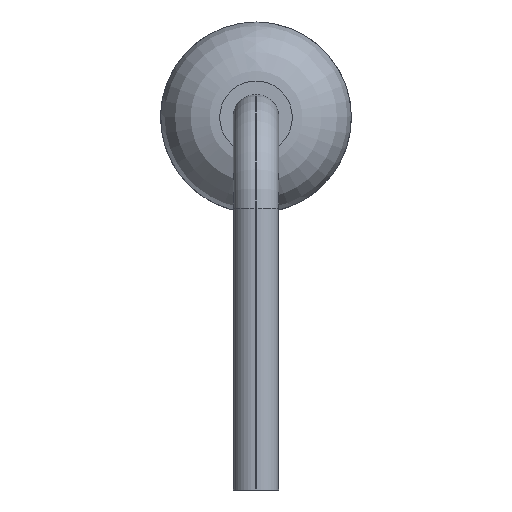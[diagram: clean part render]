
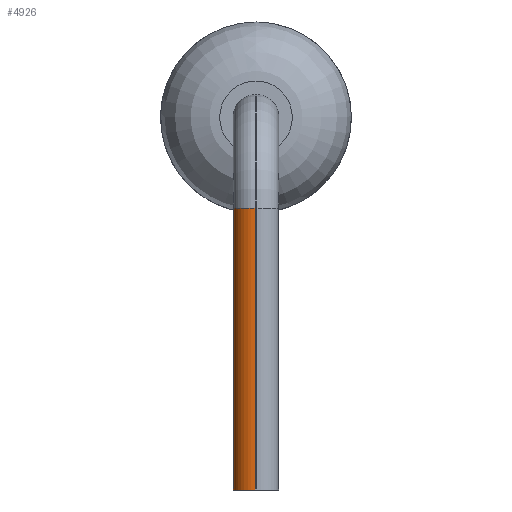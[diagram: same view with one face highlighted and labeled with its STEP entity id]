
A CAD part, left-side view. The second image highlights one B-rep face of the part: STEP entity #4926.
In plain terms, the highlighted cylindrical face has radius 0.24 mm (diameter 0.48 mm), a partial arc.
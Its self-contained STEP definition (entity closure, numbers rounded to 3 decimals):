
#3996 = PLANE('',#3997);
#3997 = AXIS2_PLACEMENT_3D('',#3998,#3999,#4000);
#3998 = CARTESIAN_POINT('',(0.,0.25,-1.673));
#3999 = DIRECTION('',(0.,1.,0.));
#4000 = DIRECTION('',(0.,0.,1.));
#4156 = TOROIDAL_SURFACE('',#4157,1.01,0.24);
#4157 = AXIS2_PLACEMENT_3D('',#4158,#4159,#4160);
#4158 = CARTESIAN_POINT('',(-2.35,0.01,-1.));
#4159 = DIRECTION('',(0.,1.,0.));
#4160 = DIRECTION('',(0.,0.,1.));
#4366 = VERTEX_POINT('',#4367);
#4367 = CARTESIAN_POINT('',(-3.36,0.25,-4.1));
#4381 = PLANE('',#4382);
#4382 = AXIS2_PLACEMENT_3D('',#4383,#4384,#4385);
#4383 = CARTESIAN_POINT('',(-3.6,0.25,-4.1));
#4384 = DIRECTION('',(0.,0.,1.));
#4385 = DIRECTION('',(1.,0.,0.));
#4393 = EDGE_CURVE('',#4394,#4366,#4396,.T.);
#4394 = VERTEX_POINT('',#4395);
#4395 = CARTESIAN_POINT('',(-3.36,0.25,-1.));
#4396 = SURFACE_CURVE('',#4397,(#4401,#4408),.PCURVE_S1.);
#4397 = LINE('',#4398,#4399);
#4398 = CARTESIAN_POINT('',(-3.36,0.25,-1.));
#4399 = VECTOR('',#4400,1.);
#4400 = DIRECTION('',(0.,0.,-1.));
#4401 = PCURVE('',#3996,#4402);
#4402 = DEFINITIONAL_REPRESENTATION('',(#4403),#4407);
#4403 = LINE('',#4404,#4405);
#4404 = CARTESIAN_POINT('',(0.673,-3.36));
#4405 = VECTOR('',#4406,1.);
#4406 = DIRECTION('',(-1.,0.));
#4407 = ( GEOMETRIC_REPRESENTATION_CONTEXT(2) 
PARAMETRIC_REPRESENTATION_CONTEXT() REPRESENTATION_CONTEXT('2D SPACE',''
  ) );
#4408 = PCURVE('',#4409,#4414);
#4409 = CYLINDRICAL_SURFACE('',#4410,0.24);
#4410 = AXIS2_PLACEMENT_3D('',#4411,#4412,#4413);
#4411 = CARTESIAN_POINT('',(-3.36,0.01,-1.));
#4412 = DIRECTION('',(0.,0.,-1.));
#4413 = DIRECTION('',(-1.,0.,0.));
#4414 = DEFINITIONAL_REPRESENTATION('',(#4415),#4419);
#4415 = LINE('',#4416,#4417);
#4416 = CARTESIAN_POINT('',(1.571,0.));
#4417 = VECTOR('',#4418,1.);
#4418 = DIRECTION('',(0.,1.));
#4419 = ( GEOMETRIC_REPRESENTATION_CONTEXT(2) 
PARAMETRIC_REPRESENTATION_CONTEXT() REPRESENTATION_CONTEXT('2D SPACE',''
  ) );
#4778 = VERTEX_POINT('',#4779);
#4779 = CARTESIAN_POINT('',(-3.6,0.01,-1.));
#4793 = PLANE('',#4794);
#4794 = AXIS2_PLACEMENT_3D('',#4795,#4796,#4797);
#4795 = CARTESIAN_POINT('',(-3.6,0.25,-1.));
#4796 = DIRECTION('',(1.,0.,0.));
#4797 = DIRECTION('',(0.,0.,-1.));
#4832 = EDGE_CURVE('',#4778,#4394,#4833,.T.);
#4833 = SURFACE_CURVE('',#4834,(#4839,#4845),.PCURVE_S1.);
#4834 = CIRCLE('',#4835,0.24);
#4835 = AXIS2_PLACEMENT_3D('',#4836,#4837,#4838);
#4836 = CARTESIAN_POINT('',(-3.36,0.01,-1.));
#4837 = DIRECTION('',(0.,0.,-1.));
#4838 = DIRECTION('',(-1.,0.,0.));
#4839 = PCURVE('',#4156,#4840);
#4840 = DEFINITIONAL_REPRESENTATION('',(#4841),#4844);
#4841 = B_SPLINE_CURVE_WITH_KNOTS('',1,(#4842,#4843),.UNSPECIFIED.,.F.,
  .F.,(2,2),(0.,1.571),.PIECEWISE_BEZIER_KNOTS.);
#4842 = CARTESIAN_POINT('',(-1.571,0.));
#4843 = CARTESIAN_POINT('',(-1.571,1.571));
#4844 = ( GEOMETRIC_REPRESENTATION_CONTEXT(2) 
PARAMETRIC_REPRESENTATION_CONTEXT() REPRESENTATION_CONTEXT('2D SPACE',''
  ) );
#4845 = PCURVE('',#4409,#4846);
#4846 = DEFINITIONAL_REPRESENTATION('',(#4847),#4850);
#4847 = B_SPLINE_CURVE_WITH_KNOTS('',1,(#4848,#4849),.UNSPECIFIED.,.F.,
  .F.,(2,2),(0.,1.571),.PIECEWISE_BEZIER_KNOTS.);
#4848 = CARTESIAN_POINT('',(0.,0.));
#4849 = CARTESIAN_POINT('',(1.571,0.));
#4850 = ( GEOMETRIC_REPRESENTATION_CONTEXT(2) 
PARAMETRIC_REPRESENTATION_CONTEXT() REPRESENTATION_CONTEXT('2D SPACE',''
  ) );
#4926 = ADVANCED_FACE('',(#4927),#4409,.T.);
#4927 = FACE_BOUND('',#4928,.T.);
#4928 = EDGE_LOOP('',(#4929,#4930,#4931,#4959));
#4929 = ORIENTED_EDGE('',*,*,#4832,.T.);
#4930 = ORIENTED_EDGE('',*,*,#4393,.T.);
#4931 = ORIENTED_EDGE('',*,*,#4932,.F.);
#4932 = EDGE_CURVE('',#4933,#4366,#4935,.T.);
#4933 = VERTEX_POINT('',#4934);
#4934 = CARTESIAN_POINT('',(-3.6,0.01,-4.1));
#4935 = SURFACE_CURVE('',#4936,(#4941,#4948),.PCURVE_S1.);
#4936 = CIRCLE('',#4937,0.24);
#4937 = AXIS2_PLACEMENT_3D('',#4938,#4939,#4940);
#4938 = CARTESIAN_POINT('',(-3.36,0.01,-4.1));
#4939 = DIRECTION('',(0.,0.,-1.));
#4940 = DIRECTION('',(0.,1.,0.));
#4941 = PCURVE('',#4409,#4942);
#4942 = DEFINITIONAL_REPRESENTATION('',(#4943),#4947);
#4943 = LINE('',#4944,#4945);
#4944 = CARTESIAN_POINT('',(-4.712,3.1));
#4945 = VECTOR('',#4946,1.);
#4946 = DIRECTION('',(1.,0.));
#4947 = ( GEOMETRIC_REPRESENTATION_CONTEXT(2) 
PARAMETRIC_REPRESENTATION_CONTEXT() REPRESENTATION_CONTEXT('2D SPACE',''
  ) );
#4948 = PCURVE('',#4381,#4949);
#4949 = DEFINITIONAL_REPRESENTATION('',(#4950),#4958);
#4950 = ( BOUNDED_CURVE() B_SPLINE_CURVE(2,(#4951,#4952,#4953,#4954,
#4955,#4956,#4957),.UNSPECIFIED.,.T.,.F.) B_SPLINE_CURVE_WITH_KNOTS((1,2
    ,2,2,2,1),(-2.094,0.,2.094,4.189,
6.283,8.378),.UNSPECIFIED.) CURVE() 
GEOMETRIC_REPRESENTATION_ITEM() RATIONAL_B_SPLINE_CURVE((1.,0.5,1.,0.5,
1.,0.5,1.)) REPRESENTATION_ITEM('') );
#4951 = CARTESIAN_POINT('',(0.24,0.));
#4952 = CARTESIAN_POINT('',(0.656,0.));
#4953 = CARTESIAN_POINT('',(0.448,-0.36));
#4954 = CARTESIAN_POINT('',(0.24,-0.72));
#4955 = CARTESIAN_POINT('',(0.032,-0.36));
#4956 = CARTESIAN_POINT('',(-0.176,0.));
#4957 = CARTESIAN_POINT('',(0.24,0.));
#4958 = ( GEOMETRIC_REPRESENTATION_CONTEXT(2) 
PARAMETRIC_REPRESENTATION_CONTEXT() REPRESENTATION_CONTEXT('2D SPACE',''
  ) );
#4959 = ORIENTED_EDGE('',*,*,#4960,.F.);
#4960 = EDGE_CURVE('',#4778,#4933,#4961,.T.);
#4961 = SURFACE_CURVE('',#4962,(#4966,#4973),.PCURVE_S1.);
#4962 = LINE('',#4963,#4964);
#4963 = CARTESIAN_POINT('',(-3.6,0.01,-1.));
#4964 = VECTOR('',#4965,1.);
#4965 = DIRECTION('',(0.,0.,-1.));
#4966 = PCURVE('',#4409,#4967);
#4967 = DEFINITIONAL_REPRESENTATION('',(#4968),#4972);
#4968 = LINE('',#4969,#4970);
#4969 = CARTESIAN_POINT('',(0.,0.));
#4970 = VECTOR('',#4971,1.);
#4971 = DIRECTION('',(0.,1.));
#4972 = ( GEOMETRIC_REPRESENTATION_CONTEXT(2) 
PARAMETRIC_REPRESENTATION_CONTEXT() REPRESENTATION_CONTEXT('2D SPACE',''
  ) );
#4973 = PCURVE('',#4793,#4974);
#4974 = DEFINITIONAL_REPRESENTATION('',(#4975),#4979);
#4975 = LINE('',#4976,#4977);
#4976 = CARTESIAN_POINT('',(0.,-0.24));
#4977 = VECTOR('',#4978,1.);
#4978 = DIRECTION('',(1.,0.));
#4979 = ( GEOMETRIC_REPRESENTATION_CONTEXT(2) 
PARAMETRIC_REPRESENTATION_CONTEXT() REPRESENTATION_CONTEXT('2D SPACE',''
  ) );
